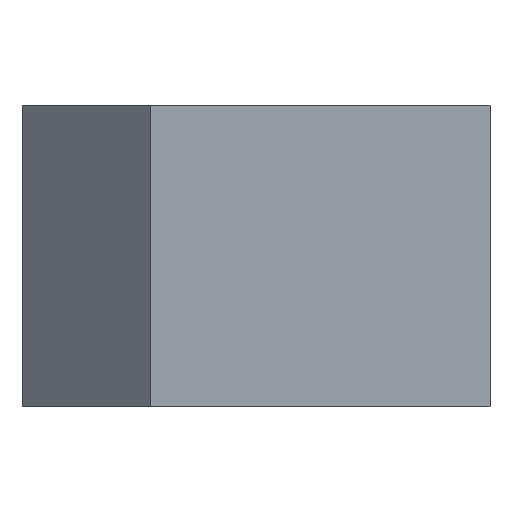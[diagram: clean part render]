
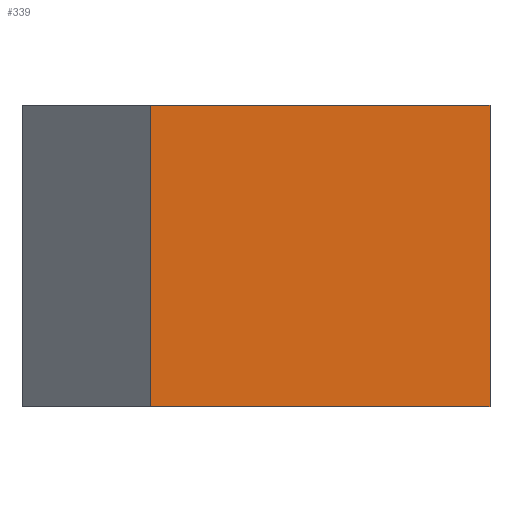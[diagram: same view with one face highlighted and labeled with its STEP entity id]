
A CAD part, left-side view. The second image highlights one B-rep face of the part: STEP entity #339.
In plain terms, the highlighted planar face has unit normal (-1, 0, 0).
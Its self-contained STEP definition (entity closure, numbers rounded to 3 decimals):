
#28 = VECTOR ( 'NONE', #1799, 1000. ) ;
#34 = EDGE_CURVE ( 'NONE', #1101, #1011, #681, .T. ) ;
#35 = CARTESIAN_POINT ( 'NONE',  ( -43., 45., 0. ) ) ;
#70 = EDGE_CURVE ( 'NONE', #634, #520, #218, .T. ) ;
#140 = CARTESIAN_POINT ( 'NONE',  ( -43., 0., -40. ) ) ;
#193 = DIRECTION ( 'NONE',  ( 0., 0., 1. ) ) ;
#218 = LINE ( 'NONE', #590, #1052 ) ;
#227 = EDGE_CURVE ( 'NONE', #1101, #634, #750, .T. ) ;
#339 = ADVANCED_FACE ( 'NONE', ( #1847 ), #837, .F. ) ;
#361 = EDGE_LOOP ( 'NONE', ( #1204, #1395, #647, #1323 ) ) ;
#520 = VERTEX_POINT ( 'NONE', #35 ) ;
#590 = CARTESIAN_POINT ( 'NONE',  ( -43., 0., 0. ) ) ;
#634 = VERTEX_POINT ( 'NONE', #1253 ) ;
#647 = ORIENTED_EDGE ( 'NONE', *, *, #34, .F. ) ;
#671 = DIRECTION ( 'NONE',  ( 0., 0., -1. ) ) ;
#681 = LINE ( 'NONE', #140, #1518 ) ;
#750 = LINE ( 'NONE', #1649, #28 ) ;
#837 = PLANE ( 'NONE',  #1568 ) ;
#1011 = VERTEX_POINT ( 'NONE', #1262 ) ;
#1052 = VECTOR ( 'NONE', #1372, 1000. ) ;
#1071 = LINE ( 'NONE', #1608, #1896 ) ;
#1101 = VERTEX_POINT ( 'NONE', #1288 ) ;
#1124 = EDGE_CURVE ( 'NONE', #1011, #520, #1071, .T. ) ;
#1153 = CARTESIAN_POINT ( 'NONE',  ( -43., 0., -40. ) ) ;
#1204 = ORIENTED_EDGE ( 'NONE', *, *, #70, .T. ) ;
#1238 = DIRECTION ( 'NONE',  ( 0., 1., 0. ) ) ;
#1253 = CARTESIAN_POINT ( 'NONE',  ( -43., 0., 0. ) ) ;
#1262 = CARTESIAN_POINT ( 'NONE',  ( -43., 45., -40. ) ) ;
#1288 = CARTESIAN_POINT ( 'NONE',  ( -43., 0., -40. ) ) ;
#1323 = ORIENTED_EDGE ( 'NONE', *, *, #227, .T. ) ;
#1372 = DIRECTION ( 'NONE',  ( 0., 1., 0. ) ) ;
#1395 = ORIENTED_EDGE ( 'NONE', *, *, #1124, .F. ) ;
#1518 = VECTOR ( 'NONE', #1238, 1000. ) ;
#1568 = AXIS2_PLACEMENT_3D ( 'NONE', #1153, #1769, #671 ) ;
#1608 = CARTESIAN_POINT ( 'NONE',  ( -43., 45., -40. ) ) ;
#1649 = CARTESIAN_POINT ( 'NONE',  ( -43., 0., -40. ) ) ;
#1769 = DIRECTION ( 'NONE',  ( 1., 0., 0. ) ) ;
#1799 = DIRECTION ( 'NONE',  ( 0., 0., 1. ) ) ;
#1847 = FACE_OUTER_BOUND ( 'NONE', #361, .T. ) ;
#1896 = VECTOR ( 'NONE', #193, 1000. ) ;
